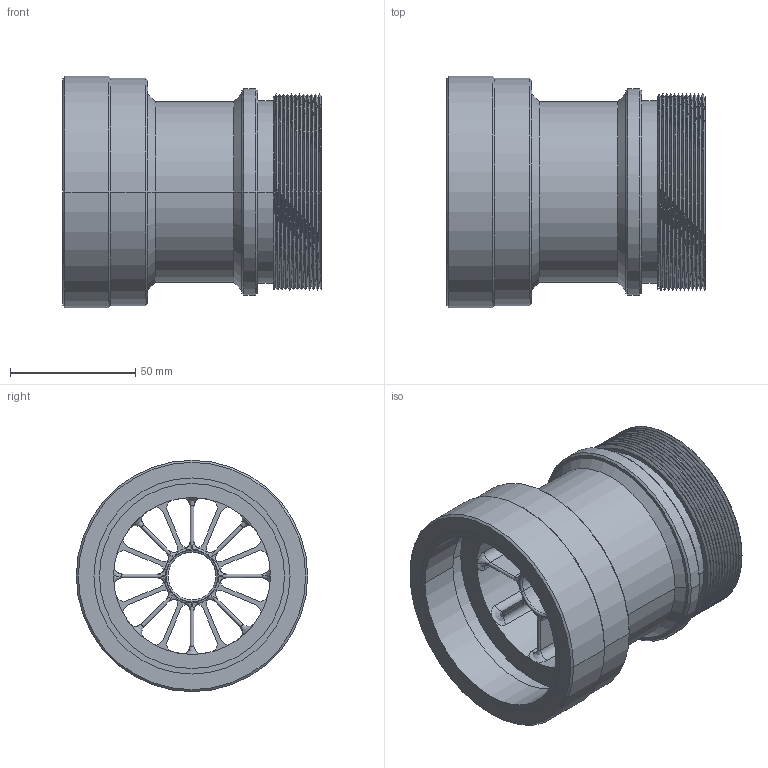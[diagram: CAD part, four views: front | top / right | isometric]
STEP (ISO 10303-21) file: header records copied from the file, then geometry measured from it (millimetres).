
FILE_DESCRIPTION((''),'2;1');
FILE_NAME('C42054','2013-10-02T',('cknei'),(''),'PRO/ENGINEER BY PARAMETRIC TECHNOLOGY CORPORATION, 2011180','PRO/ENGINEER BY PARAMETRIC TECHNOLOGY CORPORATION, 2011180','');
FILE_SCHEMA(('CONFIG_CONTROL_DESIGN'));
Length unit declared in the file: inch
Products named in the file (1): C42054
Bounding box: 103.17 x 92.46 x 92.46 mm (x, y, z)
Volume: 207063.9 mm3; surface area: 95319.1 mm2
Topology: 1 solids, 2 shells, 299 faces, 773 edges, 459 vertices
Faces by surface type: cylinder 134, torus 60, plane 57, bspline 34, cone 14
Entity records: 14359 total; most frequent: CARTESIAN_POINT 7070, DIRECTION 1565, ORIENTED_EDGE 1542, EDGE_CURVE 773, AXIS2_PLACEMENT_3D 646, VERTEX_POINT 459, CIRCLE 380, EDGE_LOOP 316
